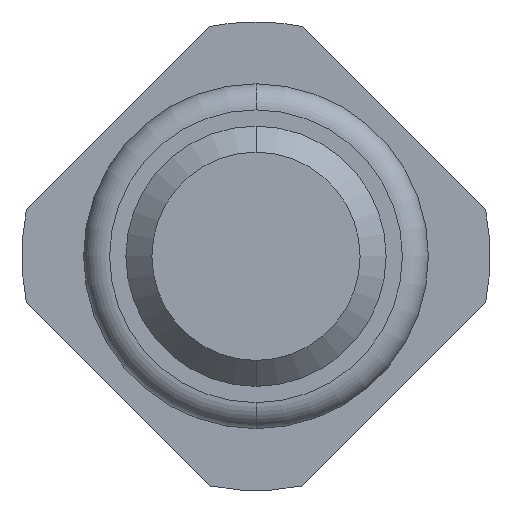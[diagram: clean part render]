
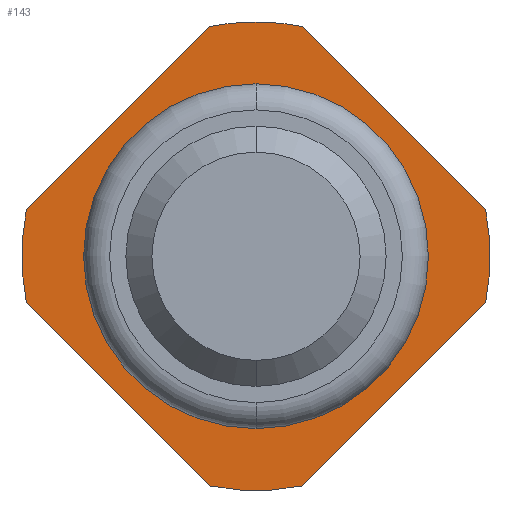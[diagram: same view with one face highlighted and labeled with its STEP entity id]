
A CAD part, front view. The second image highlights one B-rep face of the part: STEP entity #143.
In plain terms, the highlighted planar face has unit normal (0, -1, 0).
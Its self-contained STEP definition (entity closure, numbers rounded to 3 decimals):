
#1 = CIRCLE ( 'NONE', #1213, 1.8 ) ;
#4 = DIRECTION ( 'NONE',  ( 0., 0., 1. ) ) ;
#14 = CARTESIAN_POINT ( 'NONE',  ( 0., -2., 1.8 ) ) ;
#130 = AXIS2_PLACEMENT_3D ( 'NONE', #2549, #1756, #1962 ) ;
#143 = ADVANCED_FACE ( 'Defeature ausgef�hrt2_0', ( #3346, #761 ), #406, .F. ) ;
#151 = CARTESIAN_POINT ( 'NONE',  ( -1.764, -2., 0.357 ) ) ;
#183 = VECTOR ( 'NONE', #1300, 1000. ) ;
#189 = ORIENTED_EDGE ( 'NONE', *, *, #207, .F. ) ;
#207 = EDGE_CURVE ( 'Defeature ausgef�hrt2_18+Defeature ausgef�hrt2_0+Defeature ausgef�hrt2_2+Defeature ausgef�hrt2_1', #1003, #805, #1663, .T. ) ;
#237 = CIRCLE ( 'NONE', #481, 1.8 ) ;
#276 = CARTESIAN_POINT ( 'NONE',  ( 0., -2., -1.325 ) ) ;
#301 = CARTESIAN_POINT ( 'NONE',  ( 1.961, -2., -0.161 ) ) ;
#315 = EDGE_LOOP ( 'NONE', ( #189, #2408, #1184, #3465, #3420, #1416, #1667, #3228, #1457 ) ) ;
#394 = DIRECTION ( 'NONE',  ( 0., 0., 1. ) ) ;
#406 = PLANE ( 'NONE',  #1362 ) ;
#413 = DIRECTION ( 'NONE',  ( 0., 0., 1. ) ) ;
#481 = AXIS2_PLACEMENT_3D ( 'NONE', #1394, #2015, #2546 ) ;
#497 = VERTEX_POINT ( 'NONE', #3596 ) ;
#507 = EDGE_CURVE ( 'Defeature ausgef�hrt2_0+Defeature ausgef�hrt2_12+Defeature ausgef�hrt2_12+Defeature ausgef�hrt2_12', #2141, #497, #2646, .T. ) ;
#512 = DIRECTION ( 'NONE',  ( 0., 1., 0. ) ) ;
#600 = ORIENTED_EDGE ( 'NONE', *, *, #745, .T. ) ;
#613 = CIRCLE ( 'NONE', #2059, 1.325 ) ;
#673 = ORIENTED_EDGE ( 'NONE', *, *, #507, .T. ) ;
#692 = LINE ( 'NONE', #2162, #183 ) ;
#731 = VECTOR ( 'NONE', #3396, 1000. ) ;
#745 = EDGE_CURVE ( 'Defeature ausgef�hrt2_0+Defeature ausgef�hrt2_12+Defeature ausgef�hrt2_12+Defeature ausgef�hrt2_12', #497, #2141, #613, .T. ) ;
#747 = DIRECTION ( 'NONE',  ( 0., 1., 0. ) ) ;
#761 = FACE_OUTER_BOUND ( 'NONE', #315, .T. ) ;
#805 = VERTEX_POINT ( 'NONE', #3177 ) ;
#833 = CARTESIAN_POINT ( 'NONE',  ( 1.961, -2., 0.161 ) ) ;
#978 = DIRECTION ( 'NONE',  ( 0., 1., 0. ) ) ;
#1003 = VERTEX_POINT ( 'NONE', #2853 ) ;
#1087 = AXIS2_PLACEMENT_3D ( 'NONE', #2129, #1841, #413 ) ;
#1141 = DIRECTION ( 'NONE',  ( 0., 0., 1. ) ) ;
#1184 = ORIENTED_EDGE ( 'NONE', *, *, #3392, .F. ) ;
#1213 = AXIS2_PLACEMENT_3D ( 'NONE', #3560, #978, #394 ) ;
#1300 = DIRECTION ( 'NONE',  ( 0.707, 0., 0.707 ) ) ;
#1362 = AXIS2_PLACEMENT_3D ( 'NONE', #2119, #1835, #2989 ) ;
#1391 = CIRCLE ( 'NONE', #2419, 1.8 ) ;
#1394 = CARTESIAN_POINT ( 'NONE',  ( 0., -2., 0. ) ) ;
#1416 = ORIENTED_EDGE ( 'NONE', *, *, #2592, .F. ) ;
#1457 = ORIENTED_EDGE ( 'NONE', *, *, #2224, .F. ) ;
#1490 = CARTESIAN_POINT ( 'NONE',  ( -1.764, -2., -0.357 ) ) ;
#1531 = CARTESIAN_POINT ( 'NONE',  ( -0.357, -2., 1.764 ) ) ;
#1586 = VERTEX_POINT ( 'NONE', #151 ) ;
#1663 = LINE ( 'NONE', #833, #3469 ) ;
#1667 = ORIENTED_EDGE ( 'NONE', *, *, #1989, .F. ) ;
#1697 = CARTESIAN_POINT ( 'NONE',  ( -0.161, -2., -1.961 ) ) ;
#1750 = CIRCLE ( 'NONE', #1087, 1.8 ) ;
#1756 = DIRECTION ( 'NONE',  ( 0., 1., 0. ) ) ;
#1814 = VECTOR ( 'NONE', #2269, 1000. ) ;
#1833 = CARTESIAN_POINT ( 'NONE',  ( 0.357, -2., -1.764 ) ) ;
#1835 = DIRECTION ( 'NONE',  ( 0., 1., 0. ) ) ;
#1841 = DIRECTION ( 'NONE',  ( 0., 1., 0. ) ) ;
#1857 = CARTESIAN_POINT ( 'NONE',  ( 0., -2., 0. ) ) ;
#1955 = VERTEX_POINT ( 'NONE', #3599 ) ;
#1958 = EDGE_CURVE ( 'Defeature ausgef�hrt2_17+Defeature ausgef�hrt2_0+Defeature ausgef�hrt2_3+Defeature ausgef�hrt2_2', #1586, #3161, #692, .T. ) ;
#1962 = DIRECTION ( 'NONE',  ( 0., 0., 1. ) ) ;
#1989 = EDGE_CURVE ( 'Defeature ausgef�hrt2_4+Defeature ausgef�hrt2_0+Defeature ausgef�hrt2_15+Defeature ausgef�hrt2_16', #2436, #3102, #1, .T. ) ;
#2015 = DIRECTION ( 'NONE',  ( 0., 1., 0. ) ) ;
#2035 = LINE ( 'NONE', #1697, #731 ) ;
#2059 = AXIS2_PLACEMENT_3D ( 'NONE', #3382, #512, #1141 ) ;
#2119 = CARTESIAN_POINT ( 'NONE',  ( 1.8, -2., 0. ) ) ;
#2129 = CARTESIAN_POINT ( 'NONE',  ( 0., -2., 0. ) ) ;
#2141 = VERTEX_POINT ( 'NONE', #276 ) ;
#2162 = CARTESIAN_POINT ( 'NONE',  ( -0.161, -2., 1.961 ) ) ;
#2224 = EDGE_CURVE ( 'Defeature ausgef�hrt2_1+Defeature ausgef�hrt2_0+Defeature ausgef�hrt2_18+Defeature ausgef�hrt2_15', #805, #1955, #1391, .T. ) ;
#2232 = DIRECTION ( 'NONE',  ( 0.707, 0., -0.707 ) ) ;
#2269 = DIRECTION ( 'NONE',  ( -0.707, 0., -0.707 ) ) ;
#2274 = CARTESIAN_POINT ( 'NONE',  ( 0., -2., 0. ) ) ;
#2408 = ORIENTED_EDGE ( 'NONE', *, *, #2977, .F. ) ;
#2419 = AXIS2_PLACEMENT_3D ( 'NONE', #2274, #3459, #4 ) ;
#2422 = CIRCLE ( 'NONE', #130, 1.8 ) ;
#2436 = VERTEX_POINT ( 'NONE', #1833 ) ;
#2546 = DIRECTION ( 'NONE',  ( 0., 0., 1. ) ) ;
#2549 = CARTESIAN_POINT ( 'NONE',  ( 0., -2., 0. ) ) ;
#2586 = EDGE_CURVE ( 'Defeature ausgef�hrt2_15+Defeature ausgef�hrt2_0+Defeature ausgef�hrt2_1+Defeature ausgef�hrt2_4', #1955, #2436, #2832, .T. ) ;
#2592 = EDGE_CURVE ( 'Defeature ausgef�hrt2_16+Defeature ausgef�hrt2_0+Defeature ausgef�hrt2_4+Defeature ausgef�hrt2_3', #3102, #3140, #2035, .T. ) ;
#2628 = EDGE_CURVE ( 'Defeature ausgef�hrt2_3+Defeature ausgef�hrt2_0+Defeature ausgef�hrt2_16+Defeature ausgef�hrt2_17', #3140, #1586, #2422, .T. ) ;
#2646 = CIRCLE ( 'NONE', #3122, 1.325 ) ;
#2789 = DIRECTION ( 'NONE',  ( 0., 0., 1. ) ) ;
#2832 = LINE ( 'NONE', #301, #1814 ) ;
#2853 = CARTESIAN_POINT ( 'NONE',  ( 0.357, -2., 1.764 ) ) ;
#2941 = CARTESIAN_POINT ( 'NONE',  ( -0.357, -2., -1.764 ) ) ;
#2977 = EDGE_CURVE ( 'Defeature ausgef�hrt2_2+Defeature ausgef�hrt2_0+Defeature ausgef�hrt2_17+Defeature ausgef�hrt2_18', #3066, #1003, #237, .T. ) ;
#2989 = DIRECTION ( 'NONE',  ( 0., 0., 1. ) ) ;
#3066 = VERTEX_POINT ( 'NONE', #14 ) ;
#3102 = VERTEX_POINT ( 'NONE', #2941 ) ;
#3122 = AXIS2_PLACEMENT_3D ( 'NONE', #1857, #747, #2789 ) ;
#3140 = VERTEX_POINT ( 'NONE', #1490 ) ;
#3161 = VERTEX_POINT ( 'NONE', #1531 ) ;
#3177 = CARTESIAN_POINT ( 'NONE',  ( 1.764, -2., 0.357 ) ) ;
#3228 = ORIENTED_EDGE ( 'NONE', *, *, #2586, .F. ) ;
#3346 = FACE_BOUND ( 'NONE', #3501, .T. ) ;
#3382 = CARTESIAN_POINT ( 'NONE',  ( 0., -2., 0. ) ) ;
#3392 = EDGE_CURVE ( 'Defeature ausgef�hrt2_2+Defeature ausgef�hrt2_0+Defeature ausgef�hrt2_17+Defeature ausgef�hrt2_18', #3161, #3066, #1750, .T. ) ;
#3396 = DIRECTION ( 'NONE',  ( -0.707, 0., 0.707 ) ) ;
#3420 = ORIENTED_EDGE ( 'NONE', *, *, #2628, .F. ) ;
#3459 = DIRECTION ( 'NONE',  ( 0., 1., 0. ) ) ;
#3465 = ORIENTED_EDGE ( 'NONE', *, *, #1958, .F. ) ;
#3469 = VECTOR ( 'NONE', #2232, 1000. ) ;
#3501 = EDGE_LOOP ( 'NONE', ( #600, #673 ) ) ;
#3560 = CARTESIAN_POINT ( 'NONE',  ( 0., -2., 0. ) ) ;
#3596 = CARTESIAN_POINT ( 'NONE',  ( 0., -2., 1.325 ) ) ;
#3599 = CARTESIAN_POINT ( 'NONE',  ( 1.764, -2., -0.357 ) ) ;
